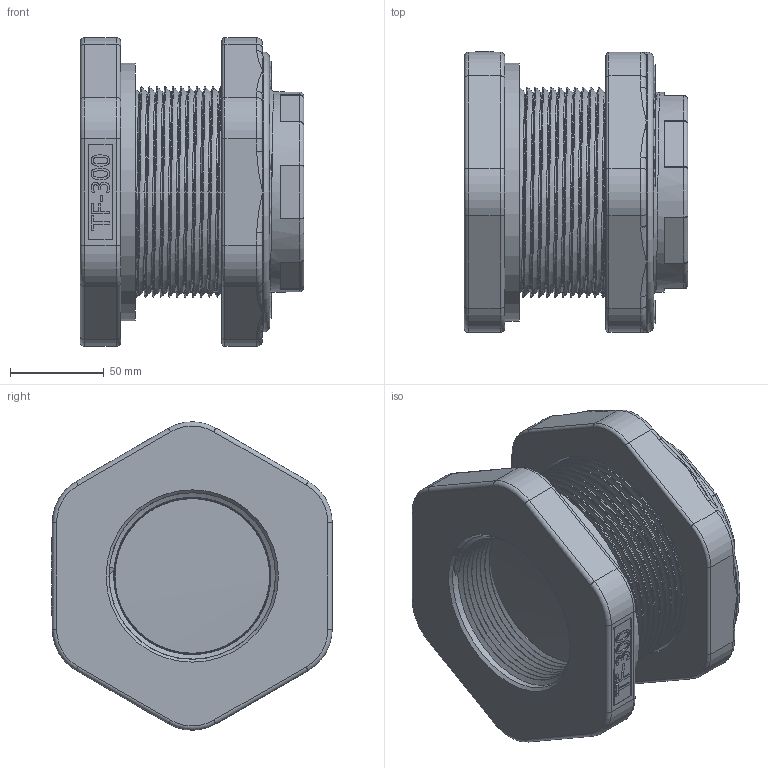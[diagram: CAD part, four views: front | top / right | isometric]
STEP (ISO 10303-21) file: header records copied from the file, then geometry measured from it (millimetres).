
FILE_DESCRIPTION(/* description */ ('3" POLY BULKHEAD FTNG-FKM'),/* implementation_level */ '2;1');
FILE_NAME(/* name */ 'TF300V.stp',/* time_stamp */ '2020-08-14T09:10:26-04:00',/* author */ ('MJC'),/* organization */ (''),/* preprocessor_version */ 'ST-DEVELOPER v17.2',/* originating_system */ 'Autodesk Inventor 2019',/* authorisation */ '');
FILE_SCHEMA (('AUTOMOTIVE_DESIGN { 1 0 10303 214 3 1 1 }'));
Length unit declared in the file: inch
Products named in the file (5): TF300V; TF301; TF303; TF303X; TF300GV
Assembly tree (4 placements, depth 3):
  TF300V
    TF301
    TF303
      TF303X
    TF300GV
Bounding box: 119.38 x 150.11 x 164.6 mm (x, y, z)
Volume: 804245.6 mm3; surface area: 202038.3 mm2
Topology: 3 solids, 3 shells, 824 faces, 2195 edges, 1412 vertices
Faces by surface type: plane 407, bspline 233, cylinder 129, torus 31, cone 24
Full cylindrical faces by diameter (mm): 9.652 x2, 82.296 x1, 106.934 x22, 110.769 x4, 112.268 x17, 112.522 x1, 113.284 x1, 115.849 x6, 116.332 x1, 137.566 x1, 149.352 x1
Entity records: 37125 total; most frequent: CARTESIAN_POINT 18267, ORIENTED_EDGE 4342, DIRECTION 3000, EDGE_CURVE 2171, VERTEX_POINT 1412, LINE 1334, VECTOR 1334, EDGE_LOOP 889
